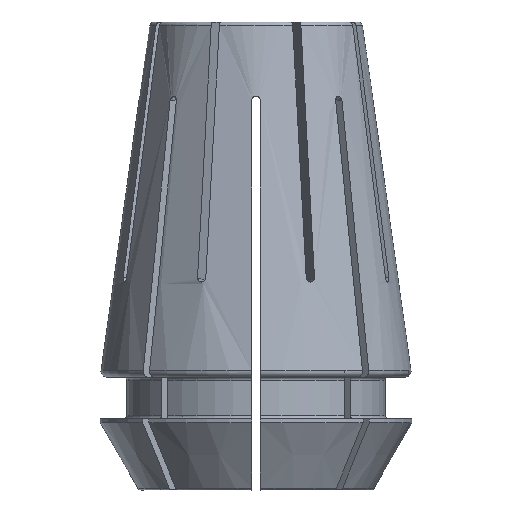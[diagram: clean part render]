
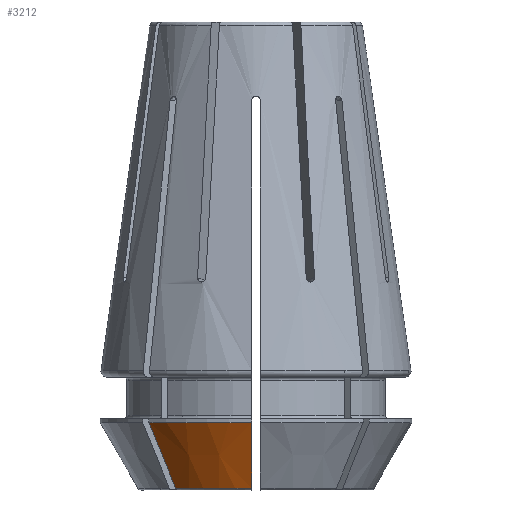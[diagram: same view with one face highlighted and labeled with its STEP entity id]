
A CAD part, left-side view. The second image highlights one B-rep face of the part: STEP entity #3212.
In plain terms, the highlighted conical face has half-angle 30 degrees and reference radius 10.373 mm.
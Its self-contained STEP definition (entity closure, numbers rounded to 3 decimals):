
#395=CONICAL_SURFACE('',#3447,10.373,0.524);
#490=B_SPLINE_CURVE_WITH_KNOTS('',3,(#5176,#5177,#5178,#5179),
 .UNSPECIFIED.,.F.,.F.,(4,4),(0.,0.005),
 .UNSPECIFIED.);
#491=B_SPLINE_CURVE_WITH_KNOTS('',3,(#5183,#5184,#5185,#5186),
 .UNSPECIFIED.,.F.,.F.,(4,4),(0.011,0.016),
 .UNSPECIFIED.);
#786=ORIENTED_EDGE('',*,*,#1842,.F.);
#787=ORIENTED_EDGE('',*,*,#1843,.T.);
#788=ORIENTED_EDGE('',*,*,#1844,.T.);
#789=ORIENTED_EDGE('',*,*,#1845,.F.);
#1842=EDGE_CURVE('',#2366,#2367,#2622,.T.);
#1843=EDGE_CURVE('',#2366,#2368,#490,.T.);
#1844=EDGE_CURVE('',#2368,#2369,#2623,.F.);
#1845=EDGE_CURVE('',#2367,#2369,#491,.T.);
#2366=VERTEX_POINT('',#5174);
#2367=VERTEX_POINT('',#5175);
#2368=VERTEX_POINT('',#5180);
#2369=VERTEX_POINT('',#5182);
#2622=CIRCLE('',#3448,10.5);
#2623=CIRCLE('',#3449,7.951);
#2770=EDGE_LOOP('',(#786,#787,#788,#789));
#2958=FACE_BOUND('',#2770,.T.);
#3212=ADVANCED_FACE('',(#2958),#395,.T.);
#3447=AXIS2_PLACEMENT_3D('',#5172,#3897,#3898);
#3448=AXIS2_PLACEMENT_3D('',#5173,#3899,#3900);
#3449=AXIS2_PLACEMENT_3D('',#5181,#3901,#3902);
#3897=DIRECTION('',(0.,0.,1.));
#3898=DIRECTION('',(1.,0.,0.));
#3899=DIRECTION('',(0.,0.,1.));
#3900=DIRECTION('',(1.,0.,0.));
#3901=DIRECTION('',(0.,0.,-1.));
#3902=DIRECTION('',(-1.,0.,0.));
#5172=CARTESIAN_POINT('',(0.,0.,4.521));
#5173=CARTESIAN_POINT('',(0.,0.,4.74));
#5174=CARTESIAN_POINT('',(-7.634,7.209,4.74));
#5175=CARTESIAN_POINT('',(-10.496,0.3,4.74));
#5176=CARTESIAN_POINT('',(-7.634,7.209,4.74));
#5177=CARTESIAN_POINT('',(-7.033,6.608,3.268));
#5178=CARTESIAN_POINT('',(-6.431,6.007,1.797));
#5179=CARTESIAN_POINT('',(-5.83,5.406,0.325));
#5180=CARTESIAN_POINT('',(-5.83,5.406,0.325));
#5181=CARTESIAN_POINT('',(0.,0.,0.325));
#5182=CARTESIAN_POINT('',(-7.945,0.3,0.325));
#5183=CARTESIAN_POINT('',(-10.496,0.3,4.74));
#5184=CARTESIAN_POINT('',(-9.646,0.3,3.268));
#5185=CARTESIAN_POINT('',(-8.795,0.3,1.797));
#5186=CARTESIAN_POINT('',(-7.945,0.3,0.325));
